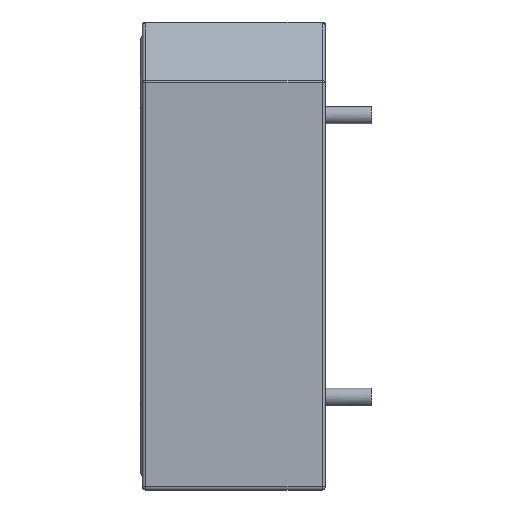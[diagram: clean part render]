
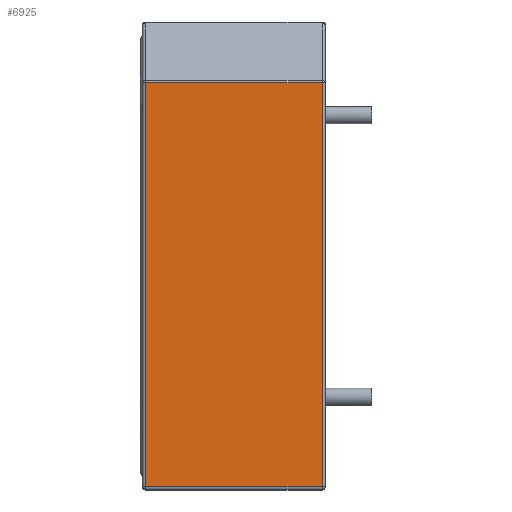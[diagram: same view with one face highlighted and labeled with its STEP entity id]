
A CAD part, left-side view. The second image highlights one B-rep face of the part: STEP entity #6925.
In plain terms, the highlighted planar face has unit normal (-1, 0, 0).
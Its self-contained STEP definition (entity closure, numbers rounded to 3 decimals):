
#525 = EDGE_CURVE ( 'NONE', #10868, #6440, #7108, .T. ) ;
#757 = AXIS2_PLACEMENT_3D ( 'NONE', #6118, #4538, #13049 ) ;
#979 = CARTESIAN_POINT ( 'NONE',  ( -11.85, 11.03, -22.75 ) ) ;
#2666 = EDGE_LOOP ( 'NONE', ( #20294, #3221, #17544, #4801 ) ) ;
#3221 = ORIENTED_EDGE ( 'NONE', *, *, #525, .T. ) ;
#3714 = CARTESIAN_POINT ( 'NONE',  ( -11.85, 11.03, 1.967 ) ) ;
#4174 = CARTESIAN_POINT ( 'NONE',  ( -11.85, 0.3, 1.967 ) ) ;
#4259 = DIRECTION ( 'NONE',  ( 0., 0., -1. ) ) ;
#4538 = DIRECTION ( 'NONE',  ( 1., 0., 0. ) ) ;
#4801 = ORIENTED_EDGE ( 'NONE', *, *, #10707, .T. ) ;
#5135 = VERTEX_POINT ( 'NONE', #6289 ) ;
#5970 = VECTOR ( 'NONE', #10830, 1000. ) ;
#6118 = CARTESIAN_POINT ( 'NONE',  ( -11.85, 11.23, -22.75 ) ) ;
#6289 = CARTESIAN_POINT ( 'NONE',  ( -11.85, 11.03, -22.55 ) ) ;
#6440 = VERTEX_POINT ( 'NONE', #4174 ) ;
#6914 = VECTOR ( 'NONE', #15588, 1000. ) ;
#6925 = ADVANCED_FACE ( 'NONE', ( #7932 ), #21473, .F. ) ;
#7088 = CARTESIAN_POINT ( 'NONE',  ( -11.85, 0.3, -22.55 ) ) ;
#7108 = LINE ( 'NONE', #17066, #6914 ) ;
#7410 = CARTESIAN_POINT ( 'NONE',  ( -11.85, 11.23, -22.55 ) ) ;
#7932 = FACE_OUTER_BOUND ( 'NONE', #2666, .T. ) ;
#8194 = EDGE_CURVE ( 'NONE', #6440, #8784, #10173, .T. ) ;
#8784 = VERTEX_POINT ( 'NONE', #3714 ) ;
#10173 = LINE ( 'NONE', #15575, #11675 ) ;
#10707 = EDGE_CURVE ( 'NONE', #8784, #5135, #13214, .T. ) ;
#10830 = DIRECTION ( 'NONE',  ( 0., -1., 0. ) ) ;
#10868 = VERTEX_POINT ( 'NONE', #7088 ) ;
#11166 = LINE ( 'NONE', #7410, #5970 ) ;
#11675 = VECTOR ( 'NONE', #18710, 1000. ) ;
#12673 = EDGE_CURVE ( 'NONE', #5135, #10868, #11166, .T. ) ;
#13049 = DIRECTION ( 'NONE',  ( 0., 0., -1. ) ) ;
#13214 = LINE ( 'NONE', #979, #13835 ) ;
#13835 = VECTOR ( 'NONE', #4259, 1000. ) ;
#15575 = CARTESIAN_POINT ( 'NONE',  ( -11.85, 11.23, 1.967 ) ) ;
#15588 = DIRECTION ( 'NONE',  ( 0., 0., 1. ) ) ;
#17066 = CARTESIAN_POINT ( 'NONE',  ( -11.85, 0.3, -22.75 ) ) ;
#17544 = ORIENTED_EDGE ( 'NONE', *, *, #8194, .T. ) ;
#18710 = DIRECTION ( 'NONE',  ( 0., 1., 0. ) ) ;
#20294 = ORIENTED_EDGE ( 'NONE', *, *, #12673, .T. ) ;
#21473 = PLANE ( 'NONE',  #757 ) ;
